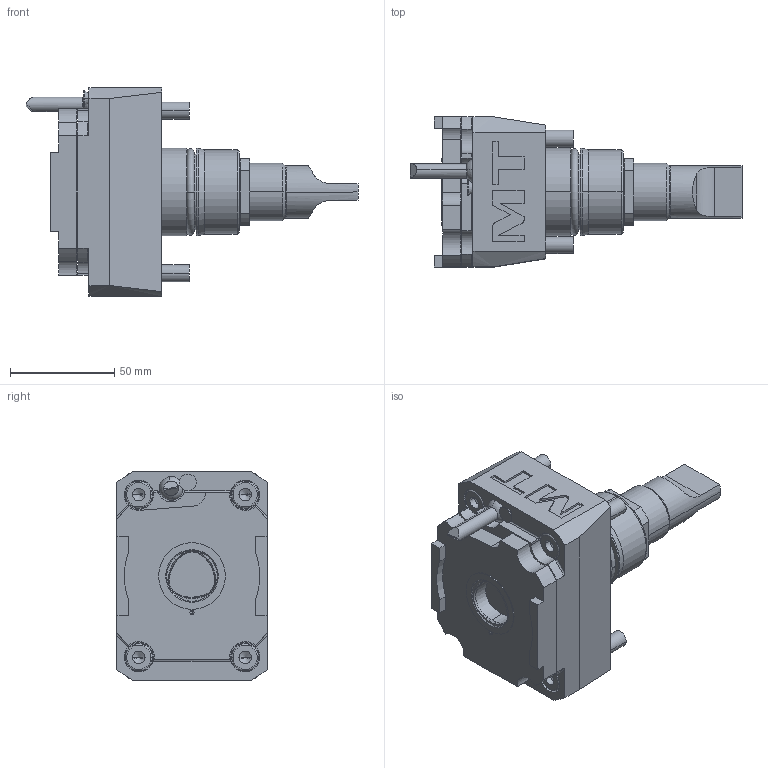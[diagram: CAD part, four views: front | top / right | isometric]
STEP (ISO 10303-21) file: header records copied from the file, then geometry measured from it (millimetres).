
FILE_DESCRIPTION((''),'2;1');
FILE_NAME('MNZ0820130_CONF','2023-04-26T16:48:00',('gvalli'),('M.T. srl'),'CREO PARAMETRIC BY PTC INC, 2021072','CREO PARAMETRIC BY PTC INC, 2021072','');
FILE_SCHEMA(('CONFIG_CONTROL_DESIGN'));
Length unit declared in the file: millimetre
Products named in the file (1): MNZ0820130_CONF
Bounding box: 159.2 x 72 x 100 mm (x, y, z)
Volume: 386668 mm3; surface area: 56372.3 mm2
Topology: 1 solids, 1 shells, 270 faces, 670 edges, 429 vertices
Faces by surface type: plane 117, cylinder 102, cone 23, torus 16, bspline 6, extrusion 4, sphere 2
Entity records: 9117 total; most frequent: CARTESIAN_POINT 2606, DIRECTION 1372, ORIENTED_EDGE 1320, EDGE_CURVE 660, AXIS2_PLACEMENT_3D 506, VERTEX_POINT 429, VECTOR 360, LINE 356
